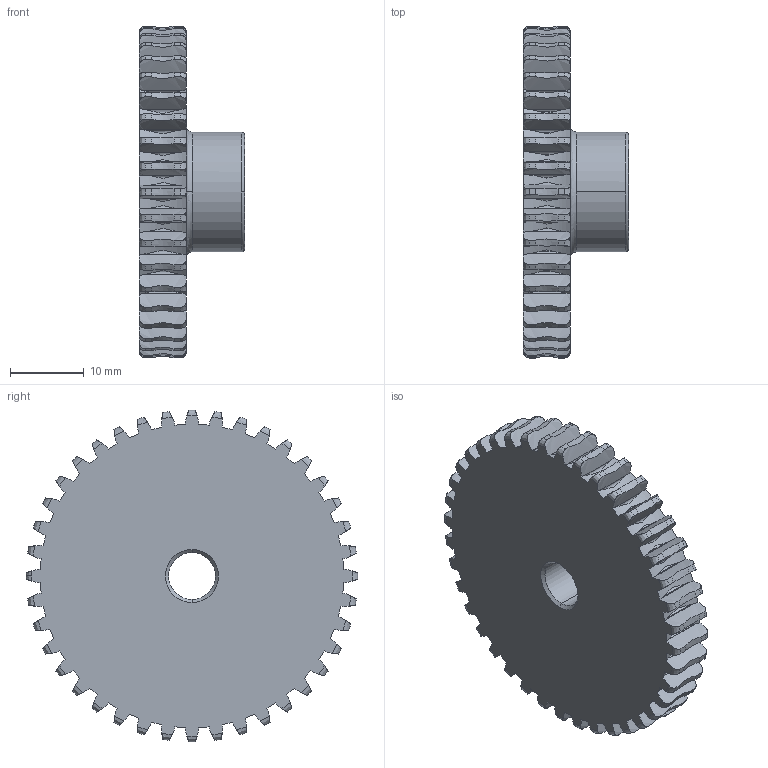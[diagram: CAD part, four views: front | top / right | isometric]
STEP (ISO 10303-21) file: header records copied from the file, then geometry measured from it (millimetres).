
FILE_DESCRIPTION((''),'2;1');
FILE_NAME('G1036','2015-06-15T',('carefree'),(''),'PRO/ENGINEER BY PARAMETRIC TECHNOLOGY CORPORATION, 2010020','PRO/ENGINEER BY PARAMETRIC TECHNOLOGY CORPORATION, 2010020','');
FILE_SCHEMA(('AUTOMOTIVE_DESIGN { 1 0 10303 214 1 1 1 1 }'));
Length unit declared in the file: inch
Products named in the file (1): G1036
Bounding box: 14.24 x 44.89 x 44.89 mm (x, y, z)
Volume: 10106.2 mm3; surface area: 5176.2 mm2
Topology: 1 solids, 1 shells, 440 faces, 1389 edges, 952 vertices
Faces by surface type: bspline 247, cylinder 186, cone 4, plane 3
Entity records: 40548 total; most frequent: CARTESIAN_POINT 26601, ORIENTED_EDGE 2778, PRESENTATION_STYLE_ASSIGNMENT 1390, STYLED_ITEM 1390, CURVE_STYLE 1389, EDGE_CURVE 1389, DIRECTION 1024, VERTEX_POINT 952
